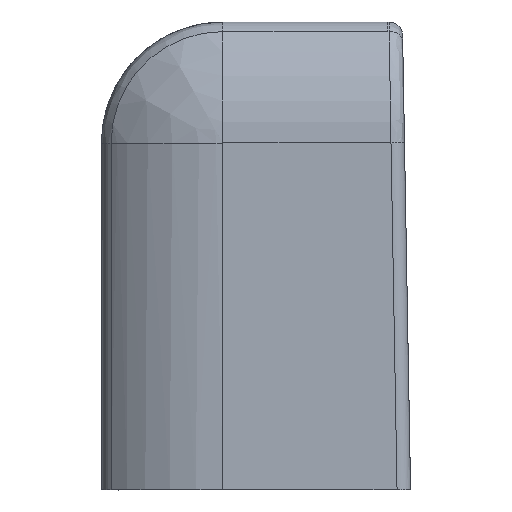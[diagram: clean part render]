
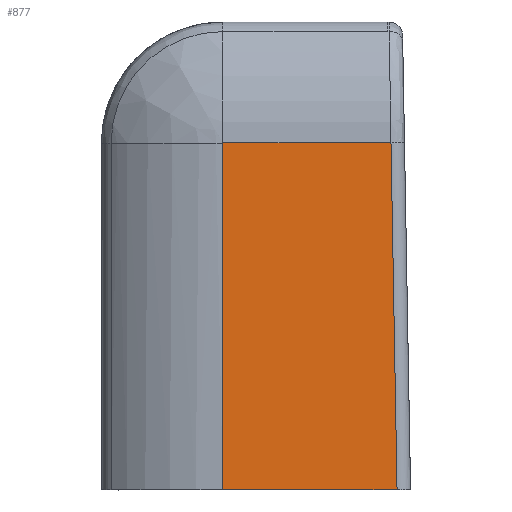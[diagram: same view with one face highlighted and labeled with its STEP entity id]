
A CAD part, left-side view. The second image highlights one B-rep face of the part: STEP entity #877.
In plain terms, the highlighted planar face has unit normal (-1, 0, 0.009).
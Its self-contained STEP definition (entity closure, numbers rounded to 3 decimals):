
#242 = VECTOR ( 'NONE', #11619, 1000. ) ;
#267 = PLANE ( 'NONE',  #5815 ) ;
#433 = ORIENTED_EDGE ( 'NONE', *, *, #5629, .F. ) ;
#611 = ORIENTED_EDGE ( 'NONE', *, *, #11467, .F. ) ;
#723 = CARTESIAN_POINT ( 'NONE',  ( -77.15, 0., 46.051 ) ) ;
#870 = VERTEX_POINT ( 'NONE', #5005 ) ;
#877 = ADVANCED_FACE ( 'NONE', ( #5361 ), #267, .T. ) ;
#929 = CARTESIAN_POINT ( 'NONE',  ( -77.15, 0., 46.002 ) ) ;
#1116 = ORIENTED_EDGE ( 'NONE', *, *, #1906, .T. ) ;
#1159 = CARTESIAN_POINT ( 'NONE',  ( -77.554, -23.2, -0.15 ) ) ;
#1237 = DIRECTION ( 'NONE',  ( -1., 0., 0.009 ) ) ;
#1447 = CARTESIAN_POINT ( 'NONE',  ( -77.15, -14.795, 46.075 ) ) ;
#1837 = EDGE_CURVE ( 'NONE', #7610, #10186, #9276, .T. ) ;
#1906 = EDGE_CURVE ( 'NONE', #870, #4617, #10421, .T. ) ;
#2116 = CARTESIAN_POINT ( 'NONE',  ( -77.15, -22.326, 46.075 ) ) ;
#2124 = DIRECTION ( 'NONE',  ( 0.009, 0.017, 1. ) ) ;
#2328 = CARTESIAN_POINT ( 'NONE',  ( -77.15, -22.393, 46.075 ) ) ;
#2416 = CARTESIAN_POINT ( 'NONE',  ( -77.15, -22.193, 46.075 ) ) ;
#2664 = VECTOR ( 'NONE', #3530, 1000. ) ;
#2767 = VERTEX_POINT ( 'NONE', #2933 ) ;
#2933 = CARTESIAN_POINT ( 'NONE',  ( -77.553, 0., -0.123 ) ) ;
#3394 = CARTESIAN_POINT ( 'NONE',  ( -77.15, 0., 46. ) ) ;
#3530 = DIRECTION ( 'NONE',  ( 0.009, 0., 1. ) ) ;
#3625 = CARTESIAN_POINT ( 'NONE',  ( -77.553, 0., -0.123 ) ) ;
#4195 = EDGE_LOOP ( 'NONE', ( #10259, #1116, #4559, #8587, #5138, #611, #433 ) ) ;
#4241 = CARTESIAN_POINT ( 'NONE',  ( -77.15, -22.193, 46.075 ) ) ;
#4496 = B_SPLINE_CURVE_WITH_KNOTS ( 'NONE', 3,
 ( #2416, #1447, #5264, #11932 ),
 .UNSPECIFIED., .F., .F.,
 ( 4, 4 ),
 ( 0., 1. ),
 .UNSPECIFIED. ) ;
#4559 = ORIENTED_EDGE ( 'NONE', *, *, #6843, .T. ) ;
#4617 = VERTEX_POINT ( 'NONE', #7651 ) ;
#5005 = CARTESIAN_POINT ( 'NONE',  ( -77.554, -23.2, -0.15 ) ) ;
#5138 = ORIENTED_EDGE ( 'NONE', *, *, #1837, .T. ) ;
#5264 = CARTESIAN_POINT ( 'NONE',  ( -77.15, -7.398, 46.075 ) ) ;
#5361 = FACE_OUTER_BOUND ( 'NONE', #4195, .T. ) ;
#5629 = EDGE_CURVE ( 'NONE', #11711, #2767, #7717, .T. ) ;
#5815 = AXIS2_PLACEMENT_3D ( 'NONE', #6931, #1237, #7888 ) ;
#6149 = B_SPLINE_CURVE_WITH_KNOTS ( 'NONE', 3,
 ( #2328, #2116, #9909, #4241 ),
 .UNSPECIFIED., .F., .F.,
 ( 4, 4 ),
 ( 0., 1. ),
 .UNSPECIFIED. ) ;
#6843 = EDGE_CURVE ( 'NONE', #4617, #11389, #6149, .T. ) ;
#6931 = CARTESIAN_POINT ( 'NONE',  ( -77.149, 0., 46.2 ) ) ;
#7031 = CARTESIAN_POINT ( 'NONE',  ( -77.15, 0., 46.075 ) ) ;
#7434 = CARTESIAN_POINT ( 'NONE',  ( -77.15, 0., 46.002 ) ) ;
#7610 = VERTEX_POINT ( 'NONE', #7031 ) ;
#7651 = CARTESIAN_POINT ( 'NONE',  ( -77.15, -22.393, 46.075 ) ) ;
#7717 = LINE ( 'NONE', #3394, #2664 ) ;
#7787 = EDGE_CURVE ( 'NONE', #11389, #7610, #4496, .T. ) ;
#7837 = CARTESIAN_POINT ( 'NONE',  ( -77.554, 0., -0.15 ) ) ;
#7888 = DIRECTION ( 'NONE',  ( 0.009, 0., 1. ) ) ;
#7925 = VECTOR ( 'NONE', #2124, 1000. ) ;
#8308 = CARTESIAN_POINT ( 'NONE',  ( -77.15, -22.193, 46.075 ) ) ;
#8333 = CARTESIAN_POINT ( 'NONE',  ( -77.15, 0., 46.075 ) ) ;
#8587 = ORIENTED_EDGE ( 'NONE', *, *, #7787, .T. ) ;
#8809 = CARTESIAN_POINT ( 'NONE',  ( -77.554, 0., -0.15 ) ) ;
#9268 = CARTESIAN_POINT ( 'NONE',  ( -77.15, 0., 46.002 ) ) ;
#9276 = B_SPLINE_CURVE_WITH_KNOTS ( 'NONE', 3,
 ( #8333, #723, #12142, #9268 ),
 .UNSPECIFIED., .F., .F.,
 ( 4, 4 ),
 ( 0., 1. ),
 .UNSPECIFIED. ) ;
#9583 = B_SPLINE_CURVE_WITH_KNOTS ( 'NONE', 1,
 ( #3625, #7434 ),
 .UNSPECIFIED., .F., .F.,
 ( 2, 2 ),
 ( 0., 1. ),
 .UNSPECIFIED. ) ;
#9909 = CARTESIAN_POINT ( 'NONE',  ( -77.15, -22.26, 46.075 ) ) ;
#10186 = VERTEX_POINT ( 'NONE', #929 ) ;
#10259 = ORIENTED_EDGE ( 'NONE', *, *, #11147, .F. ) ;
#10421 = LINE ( 'NONE', #1159, #7925 ) ;
#11147 = EDGE_CURVE ( 'NONE', #870, #11711, #12300, .T. ) ;
#11389 = VERTEX_POINT ( 'NONE', #8308 ) ;
#11467 = EDGE_CURVE ( 'NONE', #2767, #10186, #9583, .T. ) ;
#11619 = DIRECTION ( 'NONE',  ( 0., 1., 0. ) ) ;
#11711 = VERTEX_POINT ( 'NONE', #7837 ) ;
#11932 = CARTESIAN_POINT ( 'NONE',  ( -77.15, 0., 46.075 ) ) ;
#12142 = CARTESIAN_POINT ( 'NONE',  ( -77.151, 0., 46.028 ) ) ;
#12300 = LINE ( 'NONE', #8809, #242 ) ;
